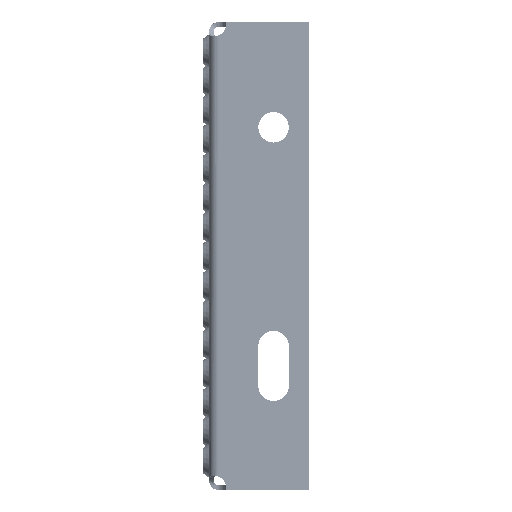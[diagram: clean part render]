
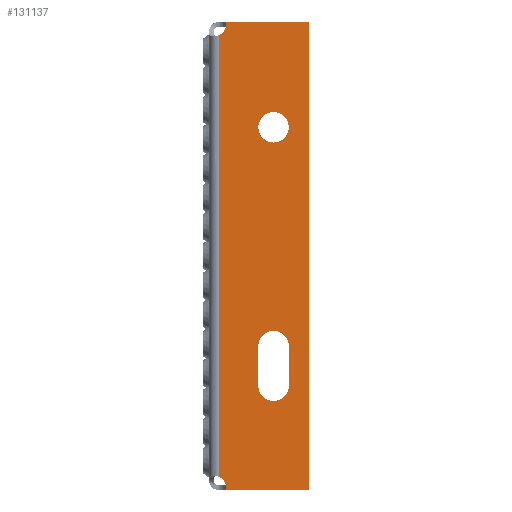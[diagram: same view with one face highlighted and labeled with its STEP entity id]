
A CAD part, left-side view. The second image highlights one B-rep face of the part: STEP entity #131137.
In plain terms, the highlighted planar face has unit normal (-1, 0, 0).
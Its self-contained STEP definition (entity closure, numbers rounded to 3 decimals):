
#10 = ORIENTED_EDGE ( 'NONE', *, *, #120927, .F. ) ;
#203 = CARTESIAN_POINT ( 'NONE',  ( -350., -42.498, 100. ) ) ;
#258 = DIRECTION ( 'NONE',  ( 0., 0., 1. ) ) ;
#1453 = DIRECTION ( 'NONE',  ( 0., -1., 0. ) ) ;
#1548 = VERTEX_POINT ( 'NONE', #124926 ) ;
#5753 = AXIS2_PLACEMENT_3D ( 'NONE', #49458, #134802, #61741 ) ;
#6570 = CARTESIAN_POINT ( 'NONE',  ( -350., -27.498, -55.5 ) ) ;
#10489 = DIRECTION ( 'NONE',  ( 0., 0., 1. ) ) ;
#14170 = EDGE_CURVE ( 'NONE', #45356, #158213, #43233, .T. ) ;
#14907 = CIRCLE ( 'NONE', #69430, 5. ) ;
#18885 = DIRECTION ( 'NONE',  ( 0., -1., 0. ) ) ;
#19210 = CARTESIAN_POINT ( 'NONE',  ( -350., -42.498, 100. ) ) ;
#23770 = CARTESIAN_POINT ( 'NONE',  ( -350., -42.498, -100. ) ) ;
#26166 = FACE_OUTER_BOUND ( 'NONE', #34925, .T. ) ;
#26522 = CARTESIAN_POINT ( 'NONE',  ( -350., -27.498, 55. ) ) ;
#30352 = ORIENTED_EDGE ( 'NONE', *, *, #69583, .T. ) ;
#30794 = CARTESIAN_POINT ( 'NONE',  ( -350., -33.998, -99. ) ) ;
#31720 = LINE ( 'NONE', #19210, #153882 ) ;
#33069 = VERTEX_POINT ( 'NONE', #63980 ) ;
#34925 = EDGE_LOOP ( 'NONE', ( #10, #59089, #43322, #125801, #112521, #30352 ) ) ;
#36567 = CARTESIAN_POINT ( 'NONE',  ( -350., -2.288, -99. ) ) ;
#36645 = CARTESIAN_POINT ( 'NONE',  ( -350., -2.288, -99. ) ) ;
#38713 = VERTEX_POINT ( 'NONE', #155680 ) ;
#38806 = DIRECTION ( 'NONE',  ( 0., -1., 0. ) ) ;
#38879 = ORIENTED_EDGE ( 'NONE', *, *, #94125, .F. ) ;
#40108 = VERTEX_POINT ( 'NONE', #67385 ) ;
#43233 = CIRCLE ( 'NONE', #141467, 6.5 ) ;
#43322 = ORIENTED_EDGE ( 'NONE', *, *, #96370, .T. ) ;
#43375 = DIRECTION ( 'NONE',  ( 0., 0., -1. ) ) ;
#45356 = VERTEX_POINT ( 'NONE', #76674 ) ;
#48899 = EDGE_CURVE ( 'NONE', #87061, #84966, #146246, .T. ) ;
#48923 = EDGE_CURVE ( 'NONE', #40108, #87061, #85215, .T. ) ;
#48938 = DIRECTION ( 'NONE',  ( 0., 0., 1. ) ) ;
#49458 = CARTESIAN_POINT ( 'NONE',  ( -350., -27.498, 55. ) ) ;
#49487 = EDGE_CURVE ( 'NONE', #78016, #1548, #31720, .T. ) ;
#53586 = CARTESIAN_POINT ( 'NONE',  ( -350., -33.998, 55. ) ) ;
#58428 = VERTEX_POINT ( 'NONE', #67400 ) ;
#58689 = FACE_BOUND ( 'NONE', #115261, .T. ) ;
#59089 = ORIENTED_EDGE ( 'NONE', *, *, #72145, .T. ) ;
#59792 = CARTESIAN_POINT ( 'NONE',  ( -350., -2.288, 99. ) ) ;
#60090 = DIRECTION ( 'NONE',  ( 0., 0., 1. ) ) ;
#61741 = DIRECTION ( 'NONE',  ( 0., -1., 0. ) ) ;
#62878 = CARTESIAN_POINT ( 'NONE',  ( -350., -20.998, -55.5 ) ) ;
#63980 = CARTESIAN_POINT ( 'NONE',  ( -350., -7.187, -100. ) ) ;
#64695 = LINE ( 'NONE', #118111, #125811 ) ;
#67385 = CARTESIAN_POINT ( 'NONE',  ( -350., -20.998, -38.5 ) ) ;
#67400 = CARTESIAN_POINT ( 'NONE',  ( -350., -33.998, -38.5 ) ) ;
#68125 = CIRCLE ( 'NONE', #154884, 5. ) ;
#69430 = AXIS2_PLACEMENT_3D ( 'NONE', #36645, #122071, #48938 ) ;
#69481 = CIRCLE ( 'NONE', #5753, 6.5 ) ;
#69583 = EDGE_CURVE ( 'NONE', #1548, #87998, #68125, .T. ) ;
#70849 = ORIENTED_EDGE ( 'NONE', *, *, #115171, .F. ) ;
#72079 = DIRECTION ( 'NONE',  ( 0., 0., 1. ) ) ;
#72145 = EDGE_CURVE ( 'NONE', #80566, #33069, #14907, .T. ) ;
#73432 = DIRECTION ( 'NONE',  ( -1., 0., 0. ) ) ;
#74583 = DIRECTION ( 'NONE',  ( -1., 0., 0. ) ) ;
#76674 = CARTESIAN_POINT ( 'NONE',  ( -350., -20.998, 55. ) ) ;
#78016 = VERTEX_POINT ( 'NONE', #203 ) ;
#80566 = VERTEX_POINT ( 'NONE', #118511 ) ;
#82044 = VECTOR ( 'NONE', #10489, 1000. ) ;
#82853 = CARTESIAN_POINT ( 'NONE',  ( -350., -4., 94.302 ) ) ;
#83612 = CARTESIAN_POINT ( 'NONE',  ( -350., -4., -99. ) ) ;
#83791 = EDGE_CURVE ( 'NONE', #84966, #58428, #140777, .T. ) ;
#84427 = CARTESIAN_POINT ( 'NONE',  ( -350., -33.998, -55.5 ) ) ;
#84664 = PLANE ( 'NONE',  #121872 ) ;
#84966 = VERTEX_POINT ( 'NONE', #84427 ) ;
#85215 = LINE ( 'NONE', #128784, #109975 ) ;
#87061 = VERTEX_POINT ( 'NONE', #62878 ) ;
#87616 = EDGE_LOOP ( 'NONE', ( #38879, #124000, #146443, #107000 ) ) ;
#87998 = VERTEX_POINT ( 'NONE', #82853 ) ;
#91975 = DIRECTION ( 'NONE',  ( -1., 0., 0. ) ) ;
#92223 = AXIS2_PLACEMENT_3D ( 'NONE', #6570, #91975, #18885 ) ;
#92925 = EDGE_CURVE ( 'NONE', #38713, #78016, #125024, .T. ) ;
#94125 = EDGE_CURVE ( 'NONE', #58428, #40108, #155072, .T. ) ;
#96370 = EDGE_CURVE ( 'NONE', #33069, #38713, #64695, .T. ) ;
#104980 = LINE ( 'NONE', #83612, #82044 ) ;
#107000 = ORIENTED_EDGE ( 'NONE', *, *, #48923, .F. ) ;
#108338 = VECTOR ( 'NONE', #116762, 1000. ) ;
#109975 = VECTOR ( 'NONE', #43375, 1000. ) ;
#111899 = DIRECTION ( 'NONE',  ( -1., 0., 0. ) ) ;
#112521 = ORIENTED_EDGE ( 'NONE', *, *, #49487, .T. ) ;
#115171 = EDGE_CURVE ( 'NONE', #158213, #45356, #69481, .T. ) ;
#115261 = EDGE_LOOP ( 'NONE', ( #154951, #70849 ) ) ;
#116762 = DIRECTION ( 'NONE',  ( 0., 0., 1. ) ) ;
#118111 = CARTESIAN_POINT ( 'NONE',  ( -350., -7.187, -100. ) ) ;
#118511 = CARTESIAN_POINT ( 'NONE',  ( -350., -4., -94.302 ) ) ;
#120927 = EDGE_CURVE ( 'NONE', #80566, #87998, #104980, .T. ) ;
#121872 = AXIS2_PLACEMENT_3D ( 'NONE', #36567, #73432, #258 ) ;
#122071 = DIRECTION ( 'NONE',  ( 1., 0., 0. ) ) ;
#124000 = ORIENTED_EDGE ( 'NONE', *, *, #83791, .F. ) ;
#124926 = CARTESIAN_POINT ( 'NONE',  ( -350., -7.187, 100. ) ) ;
#125024 = LINE ( 'NONE', #23770, #149702 ) ;
#125801 = ORIENTED_EDGE ( 'NONE', *, *, #92925, .T. ) ;
#125811 = VECTOR ( 'NONE', #129860, 1000. ) ;
#128602 = DIRECTION ( 'NONE',  ( 0., 1., 0. ) ) ;
#128784 = CARTESIAN_POINT ( 'NONE',  ( -350., -20.998, -99. ) ) ;
#129860 = DIRECTION ( 'NONE',  ( 0., -1., 0. ) ) ;
#131137 = ADVANCED_FACE ( 'NONE', ( #152168, #58689, #26166 ), #84664, .T. ) ;
#134802 = DIRECTION ( 'NONE',  ( -1., 0., 0. ) ) ;
#140777 = LINE ( 'NONE', #30794, #108338 ) ;
#141467 = AXIS2_PLACEMENT_3D ( 'NONE', #26522, #111899, #38806 ) ;
#145120 = DIRECTION ( 'NONE',  ( 1., 0., 0. ) ) ;
#146246 = CIRCLE ( 'NONE', #92223, 6.5 ) ;
#146443 = ORIENTED_EDGE ( 'NONE', *, *, #48899, .F. ) ;
#147643 = CARTESIAN_POINT ( 'NONE',  ( -350., -27.498, -38.5 ) ) ;
#149074 = AXIS2_PLACEMENT_3D ( 'NONE', #147643, #74583, #1453 ) ;
#149702 = VECTOR ( 'NONE', #60090, 1000. ) ;
#152168 = FACE_BOUND ( 'NONE', #87616, .T. ) ;
#153882 = VECTOR ( 'NONE', #128602, 1000. ) ;
#154884 = AXIS2_PLACEMENT_3D ( 'NONE', #59792, #145120, #72079 ) ;
#154951 = ORIENTED_EDGE ( 'NONE', *, *, #14170, .F. ) ;
#155072 = CIRCLE ( 'NONE', #149074, 6.5 ) ;
#155680 = CARTESIAN_POINT ( 'NONE',  ( -350., -42.498, -100. ) ) ;
#158213 = VERTEX_POINT ( 'NONE', #53586 ) ;
